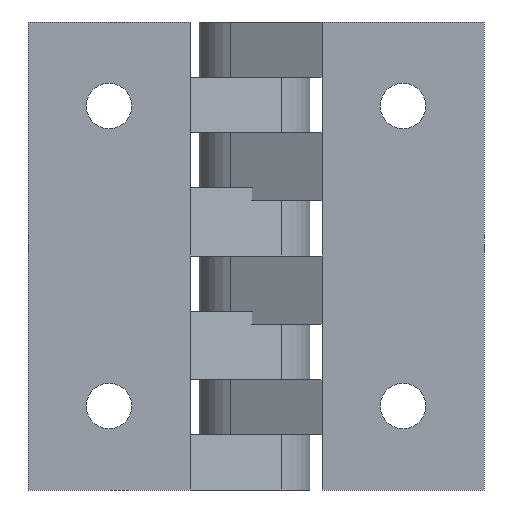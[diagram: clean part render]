
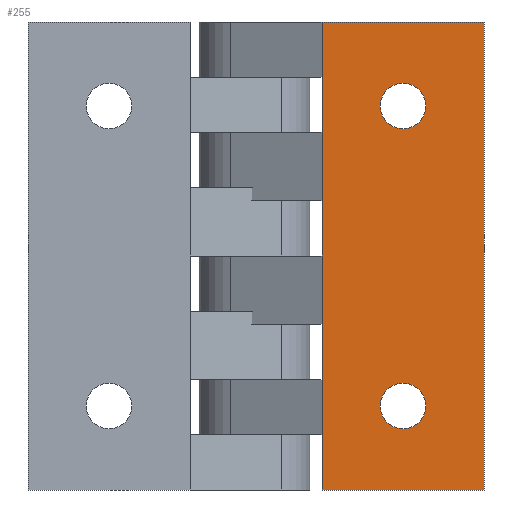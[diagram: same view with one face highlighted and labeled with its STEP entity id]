
A CAD part, front view. The second image highlights one B-rep face of the part: STEP entity #255.
In plain terms, the highlighted planar face has unit normal (0, -1, 0).
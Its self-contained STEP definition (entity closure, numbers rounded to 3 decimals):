
#255 = ADVANCED_FACE( '', ( #515, #516, #517 ), #518, .F. );
#515 = FACE_BOUND( '', #779, .T. );
#516 = FACE_BOUND( '', #780, .T. );
#517 = FACE_OUTER_BOUND( '', #781, .T. );
#518 = PLANE( '', #782 );
#779 = EDGE_LOOP( '', ( #1303 ) );
#780 = EDGE_LOOP( '', ( #1304 ) );
#781 = EDGE_LOOP( '', ( #1305, #1306, #1307, #1308, #1309, #1310, #1311, #1312, #1313, #1314, #1315 ) );
#782 = AXIS2_PLACEMENT_3D( '', #1316, #1317, #1318 );
#1303 = ORIENTED_EDGE( '', *, *, #1586, .F. );
#1304 = ORIENTED_EDGE( '', *, *, #1637, .F. );
#1305 = ORIENTED_EDGE( '', *, *, #1454, .T. );
#1306 = ORIENTED_EDGE( '', *, *, #1638, .F. );
#1307 = ORIENTED_EDGE( '', *, *, #1559, .F. );
#1308 = ORIENTED_EDGE( '', *, *, #1601, .T. );
#1309 = ORIENTED_EDGE( '', *, *, #1574, .F. );
#1310 = ORIENTED_EDGE( '', *, *, #1589, .T. );
#1311 = ORIENTED_EDGE( '', *, *, #1624, .T. );
#1312 = ORIENTED_EDGE( '', *, *, #1478, .T. );
#1313 = ORIENTED_EDGE( '', *, *, #1548, .T. );
#1314 = ORIENTED_EDGE( '', *, *, #1607, .T. );
#1315 = ORIENTED_EDGE( '', *, *, #1563, .T. );
#1316 = CARTESIAN_POINT( '', ( 5.5, -8., 19.5 ) );
#1317 = DIRECTION( '', ( 0., 1., 0. ) );
#1318 = DIRECTION( '', ( 0., 0., 1. ) );
#1454 = EDGE_CURVE( '', #1689, #1694, #1696, .T. );
#1478 = EDGE_CURVE( '', #1732, #1736, #1738, .T. );
#1548 = EDGE_CURVE( '', #1736, #1844, #1846, .T. );
#1559 = EDGE_CURVE( '', #1861, #1863, #1864, .T. );
#1563 = EDGE_CURVE( '', #1822, #1689, #1869, .T. );
#1574 = EDGE_CURVE( '', #1852, #1748, #1884, .T. );
#1586 = EDGE_CURVE( '', #1899, #1899, #1900, .T. );
#1589 = EDGE_CURVE( '', #1852, #1902, #1904, .T. );
#1601 = EDGE_CURVE( '', #1861, #1748, #1920, .T. );
#1607 = EDGE_CURVE( '', #1844, #1822, #1928, .T. );
#1624 = EDGE_CURVE( '', #1902, #1732, #1947, .T. );
#1637 = EDGE_CURVE( '', #1960, #1960, #1961, .T. );
#1638 = EDGE_CURVE( '', #1863, #1694, #1962, .T. );
#1689 = VERTEX_POINT( '', #2021 );
#1694 = VERTEX_POINT( '', #2028 );
#1696 = LINE( '', #2031, #2032 );
#1732 = VERTEX_POINT( '', #2079 );
#1736 = VERTEX_POINT( '', #2085 );
#1738 = LINE( '', #2088, #2089 );
#1748 = VERTEX_POINT( '', #2099 );
#1822 = VERTEX_POINT( '', #2200 );
#1844 = VERTEX_POINT( '', #2228 );
#1846 = LINE( '', #2231, #2232 );
#1852 = VERTEX_POINT( '', #2241 );
#1861 = VERTEX_POINT( '', #2253 );
#1863 = VERTEX_POINT( '', #2256 );
#1864 = LINE( '', #2257, #2258 );
#1869 = LINE( '', #2265, #2266 );
#1884 = LINE( '', #2285, #2286 );
#1899 = VERTEX_POINT( '', #2307 );
#1900 = CIRCLE( '', #2308, 1.9 );
#1902 = VERTEX_POINT( '', #2310 );
#1904 = LINE( '', #2313, #2314 );
#1920 = LINE( '', #2335, #2336 );
#1928 = LINE( '', #2346, #2347 );
#1947 = LINE( '', #2373, #2374 );
#1960 = VERTEX_POINT( '', #2392 );
#1961 = CIRCLE( '', #2393, 1.9 );
#1962 = LINE( '', #2394, #2395 );
#2021 = CARTESIAN_POINT( '', ( 5.5, -8., -19.5 ) );
#2028 = CARTESIAN_POINT( '', ( 19., -8., -19.5 ) );
#2031 = CARTESIAN_POINT( '', ( 5.5, -8., -19.5 ) );
#2032 = VECTOR( '', #2448, 1000. );
#2079 = CARTESIAN_POINT( '', ( 5.5, -8., 0. ) );
#2085 = CARTESIAN_POINT( '', ( 5.5, -8., -5.7 ) );
#2088 = CARTESIAN_POINT( '', ( 5.5, -8., 19.5 ) );
#2089 = VECTOR( '', #2475, 1000. );
#2099 = CARTESIAN_POINT( '', ( 5.5, -8., 14.9 ) );
#2200 = CARTESIAN_POINT( '', ( 5.5, -8., -14.9 ) );
#2228 = CARTESIAN_POINT( '', ( 5.5, -8., -10.3 ) );
#2231 = CARTESIAN_POINT( '', ( 5.5, -8., -5.7 ) );
#2232 = VECTOR( '', #2558, 1000. );
#2241 = CARTESIAN_POINT( '', ( 5.5, -8., 10.3 ) );
#2253 = CARTESIAN_POINT( '', ( 5.5, -8., 19.5 ) );
#2256 = CARTESIAN_POINT( '', ( 19., -8., 19.5 ) );
#2257 = CARTESIAN_POINT( '', ( 5.5, -8., 19.5 ) );
#2258 = VECTOR( '', #2569, 1000. );
#2265 = CARTESIAN_POINT( '', ( 5.5, -8., -14.9 ) );
#2266 = VECTOR( '', #2572, 1000. );
#2285 = CARTESIAN_POINT( '', ( 5.5, -8., 10.3 ) );
#2286 = VECTOR( '', #2586, 1000. );
#2307 = CARTESIAN_POINT( '', ( 12.25, -8., -14.4 ) );
#2308 = AXIS2_PLACEMENT_3D( '', #2596, #2597, #2598 );
#2310 = CARTESIAN_POINT( '', ( 5.5, -8., 4.6 ) );
#2313 = CARTESIAN_POINT( '', ( 5.5, -8., 19.5 ) );
#2314 = VECTOR( '', #2600, 1000. );
#2335 = CARTESIAN_POINT( '', ( 5.5, -8., 19.5 ) );
#2336 = VECTOR( '', #2612, 1000. );
#2346 = CARTESIAN_POINT( '', ( 5.5, -8., 19.5 ) );
#2347 = VECTOR( '', #2618, 1000. );
#2373 = CARTESIAN_POINT( '', ( 5.5, -8., 4.6 ) );
#2374 = VECTOR( '', #2635, 1000. );
#2392 = CARTESIAN_POINT( '', ( 12.25, -8., 10.6 ) );
#2393 = AXIS2_PLACEMENT_3D( '', #2641, #2642, #2643 );
#2394 = CARTESIAN_POINT( '', ( 19., -8., 19.5 ) );
#2395 = VECTOR( '', #2644, 1000. );
#2448 = DIRECTION( '', ( 1., 0., 0. ) );
#2475 = DIRECTION( '', ( 0., 0., -1. ) );
#2558 = DIRECTION( '', ( 0., 0., -1. ) );
#2569 = DIRECTION( '', ( 1., 0., 0. ) );
#2572 = DIRECTION( '', ( 0., 0., -1. ) );
#2586 = DIRECTION( '', ( 0., 0., 1. ) );
#2596 = CARTESIAN_POINT( '', ( 12.25, -8., -12.5 ) );
#2597 = DIRECTION( '', ( 0., -1., 0. ) );
#2598 = DIRECTION( '', ( 0., 0., -1. ) );
#2600 = DIRECTION( '', ( 0., 0., -1. ) );
#2612 = DIRECTION( '', ( 0., 0., -1. ) );
#2618 = DIRECTION( '', ( 0., 0., -1. ) );
#2635 = DIRECTION( '', ( 0., 0., -1. ) );
#2641 = CARTESIAN_POINT( '', ( 12.25, -8., 12.5 ) );
#2642 = DIRECTION( '', ( 0., -1., 0. ) );
#2643 = DIRECTION( '', ( 0., 0., -1. ) );
#2644 = DIRECTION( '', ( 0., 0., -1. ) );
